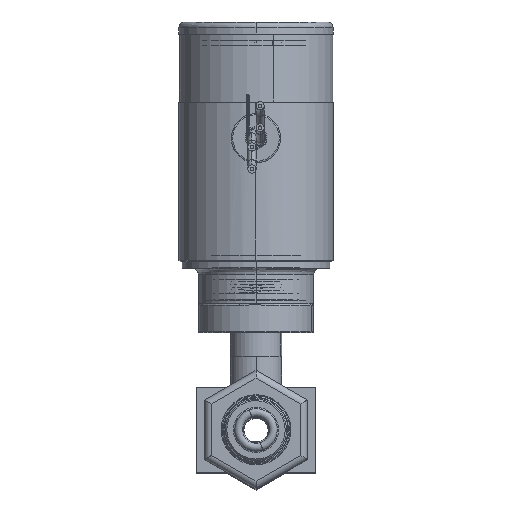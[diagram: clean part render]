
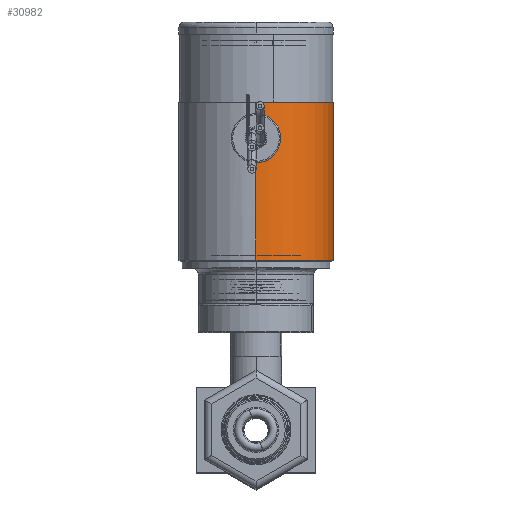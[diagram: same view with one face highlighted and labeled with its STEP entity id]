
A CAD part, top view. The second image highlights one B-rep face of the part: STEP entity #30982.
In plain terms, the highlighted cylindrical face has radius 14.287 mm (diameter 28.575 mm), a partial arc.
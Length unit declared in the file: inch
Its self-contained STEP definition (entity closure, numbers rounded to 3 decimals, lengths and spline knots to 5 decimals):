
#1206 = DIRECTION ( 'NONE',  ( 0., -1., 0. ) ) ;
#2133 = CARTESIAN_POINT ( 'NONE',  ( 0.06218, 2.55161, 0.55912 ) ) ;
#2515 = CARTESIAN_POINT ( 'NONE',  ( 0.12142, 2.49614, 0.54926 ) ) ;
#4414 = CARTESIAN_POINT ( 'NONE',  ( 0., 2.68984, 0.5625 ) ) ;
#4532 = ORIENTED_EDGE ( 'NONE', *, *, #50891, .T. ) ;
#5193 = DIRECTION ( 'NONE',  ( 0., 0., 1. ) ) ;
#6767 = CARTESIAN_POINT ( 'NONE',  ( 0.07031, 2.30443, 0.55814 ) ) ;
#7005 = AXIS2_PLACEMENT_3D ( 'NONE', #27244, #62752, #40357 ) ;
#7533 = CARTESIAN_POINT ( 'NONE',  ( 0.03656, 2.29038, 0.56138 ) ) ;
#10794 = CARTESIAN_POINT ( 'NONE',  ( 0., 2.68984, 0.5625 ) ) ;
#11146 = CARTESIAN_POINT ( 'NONE',  ( 0., 2.28584, 0.5625 ) ) ;
#11751 = EDGE_CURVE ( 'NONE', #22694, #59450, #58245, .T. ) ;
#12035 = CARTESIAN_POINT ( 'NONE',  ( 0., 2.68984, -0.5625 ) ) ;
#13341 = CARTESIAN_POINT ( 'NONE',  ( 0.1328, 2.3806, 0.54661 ) ) ;
#13718 = CARTESIAN_POINT ( 'NONE',  ( 0.08558, 2.31466, 0.556 ) ) ;
#14108 = CARTESIAN_POINT ( 'NONE',  ( 0.01845, 2.28675, 0.56227 ) ) ;
#15168 = CIRCLE ( 'NONE', #37365, 0.5625 ) ;
#16025 = DIRECTION ( 'NONE',  ( 0., 1., 0. ) ) ;
#16922 = DIRECTION ( 'NONE',  ( 0., -1., 0. ) ) ;
#19130 = CARTESIAN_POINT ( 'NONE',  ( 0.08539, 2.53716, 0.55603 ) ) ;
#19801 = EDGE_CURVE ( 'NONE', #39814, #21257, #36735, .T. ) ;
#19895 = CARTESIAN_POINT ( 'NONE',  ( 0.0702, 2.54731, 0.55815 ) ) ;
#21257 = VERTEX_POINT ( 'NONE', #11146 ) ;
#21284 = AXIS2_PLACEMENT_3D ( 'NONE', #58077, #16025, #5193 ) ;
#22694 = VERTEX_POINT ( 'NONE', #41808 ) ;
#24914 = CARTESIAN_POINT ( 'NONE',  ( 0.03634, 2.56135, 0.5614 ) ) ;
#25147 = CARTESIAN_POINT ( 'NONE',  ( 0., 2.68984, -0.5625 ) ) ;
#26062 = CARTESIAN_POINT ( 'NONE',  ( 0., 2.28584, 0.5625 ) ) ;
#26880 = FACE_OUTER_BOUND ( 'NONE', #71933, .T. ) ;
#27201 = DIRECTION ( 'NONE',  ( 0., -1., 0. ) ) ;
#27244 = CARTESIAN_POINT ( 'NONE',  ( 0., 2.68984, 0. ) ) ;
#29439 = LINE ( 'NONE', #70371, #46178 ) ;
#29987 = DIRECTION ( 'NONE',  ( 0., 0., 1. ) ) ;
#30982 = ADVANCED_FACE ( 'NONE', ( #26880 ), #69691, .T. ) ;
#31463 = CARTESIAN_POINT ( 'NONE',  ( 0.12575, 2.48806, 0.54828 ) ) ;
#31853 = CARTESIAN_POINT ( 'NONE',  ( 0.11133, 2.34046, 0.5514 ) ) ;
#35043 = CARTESIAN_POINT ( 'NONE',  ( 0., 2.68984, 0. ) ) ;
#36111 = CARTESIAN_POINT ( 'NONE',  ( 0.0184, 2.56493, 0.56227 ) ) ;
#36499 = CARTESIAN_POINT ( 'NONE',  ( 0.13275, 2.47124, 0.54662 ) ) ;
#36735 = B_SPLINE_CURVE_WITH_KNOTS ( 'NONE', 3,
 ( #65430, #61187, #36111, #24914, #72776, #2133, #19895, #19130, #48852, #71626, #60031, #2515, #31463, #36499, #48469, #43440, #59643, #48083, #42673, #66220, #13341, #37657, #36889, #31853, #66986, #55410, #13718, #6767, #72400, #60414, #7533, #14108, #54637, #26062 ),
 .UNSPECIFIED., .F., .F.,
 ( 4, 2, 2, 2, 2, 2, 2, 2, 2, 2, 2, 2, 2, 2, 2, 2, 4 ),
 ( 0.01115, 0.01185, 0.01255, 0.01325, 0.01394, 0.01464, 0.01534, 0.01603, 0.01673, 0.01743, 0.01813, 0.01882, 0.01952, 0.02022, 0.02091, 0.02161, 0.02231 ),
 .UNSPECIFIED. ) ;
#36889 = CARTESIAN_POINT ( 'NONE',  ( 0.12147, 2.35565, 0.54925 ) ) ;
#37365 = AXIS2_PLACEMENT_3D ( 'NONE', #35043, #16922, #29987 ) ;
#37657 = CARTESIAN_POINT ( 'NONE',  ( 0.12577, 2.36367, 0.54827 ) ) ;
#38785 = ORIENTED_EDGE ( 'NONE', *, *, #59598, .T. ) ;
#39814 = VERTEX_POINT ( 'NONE', #71053 ) ;
#40357 = DIRECTION ( 'NONE',  ( 0., 0., 1. ) ) ;
#41571 = EDGE_CURVE ( 'NONE', #21257, #22694, #29439, .T. ) ;
#41808 = CARTESIAN_POINT ( 'NONE',  ( 0., 1.53584, 0.5625 ) ) ;
#42256 = VECTOR ( 'NONE', #1206, 39.37008 ) ;
#42673 = CARTESIAN_POINT ( 'NONE',  ( 0.13909, 2.40743, 0.54504 ) ) ;
#43440 = CARTESIAN_POINT ( 'NONE',  ( 0.13909, 2.44429, 0.54504 ) ) ;
#44704 = VECTOR ( 'NONE', #27201, 39.37008 ) ;
#45828 = VERTEX_POINT ( 'NONE', #10794 ) ;
#46067 = DIRECTION ( 'NONE',  ( 0., -1., 0. ) ) ;
#46178 = VECTOR ( 'NONE', #46067, 39.37008 ) ;
#47499 = LINE ( 'NONE', #4414, #44704 ) ;
#47936 = LINE ( 'NONE', #25147, #42256 ) ;
#48083 = CARTESIAN_POINT ( 'NONE',  ( 0.14, 2.41655, 0.5448 ) ) ;
#48469 = CARTESIAN_POINT ( 'NONE',  ( 0.13546, 2.4624, 0.54595 ) ) ;
#48852 = CARTESIAN_POINT ( 'NONE',  ( 0.09255, 2.53128, 0.55487 ) ) ;
#50891 = EDGE_CURVE ( 'NONE', #64506, #45828, #15168, .T. ) ;
#53527 = ORIENTED_EDGE ( 'NONE', *, *, #19801, .T. ) ;
#54637 = CARTESIAN_POINT ( 'NONE',  ( 0.00928, 2.28584, 0.5625 ) ) ;
#55410 = CARTESIAN_POINT ( 'NONE',  ( 0.0926, 2.32045, 0.55486 ) ) ;
#56028 = EDGE_CURVE ( 'NONE', #64506, #59450, #47936, .T. ) ;
#57774 = ORIENTED_EDGE ( 'NONE', *, *, #11751, .T. ) ;
#58077 = CARTESIAN_POINT ( 'NONE',  ( 0., 1.53584, 0. ) ) ;
#58245 = CIRCLE ( 'NONE', #21284, 0.5625 ) ;
#59450 = VERTEX_POINT ( 'NONE', #72765 ) ;
#59598 = EDGE_CURVE ( 'NONE', #45828, #39814, #47499, .T. ) ;
#59643 = CARTESIAN_POINT ( 'NONE',  ( 0.14, 2.43512, 0.5448 ) ) ;
#60031 = CARTESIAN_POINT ( 'NONE',  ( 0.11118, 2.51141, 0.55143 ) ) ;
#60414 = CARTESIAN_POINT ( 'NONE',  ( 0.04541, 2.29309, 0.56073 ) ) ;
#61187 = CARTESIAN_POINT ( 'NONE',  ( 0.00928, 2.56584, 0.5625 ) ) ;
#62752 = DIRECTION ( 'NONE',  ( 0., -1., 0. ) ) ;
#64506 = VERTEX_POINT ( 'NONE', #12035 ) ;
#65430 = CARTESIAN_POINT ( 'NONE',  ( 0., 2.56584, 0.5625 ) ) ;
#66220 = CARTESIAN_POINT ( 'NONE',  ( 0.13551, 2.3895, 0.54594 ) ) ;
#66986 = CARTESIAN_POINT ( 'NONE',  ( 0.10545, 2.3333, 0.55257 ) ) ;
#67716 = ORIENTED_EDGE ( 'NONE', *, *, #56028, .F. ) ;
#67762 = ORIENTED_EDGE ( 'NONE', *, *, #41571, .T. ) ;
#69691 = CYLINDRICAL_SURFACE ( 'NONE', #7005, 0.5625 ) ;
#70371 = CARTESIAN_POINT ( 'NONE',  ( 0., 2.68984, 0.5625 ) ) ;
#71053 = CARTESIAN_POINT ( 'NONE',  ( 0., 2.56584, 0.5625 ) ) ;
#71626 = CARTESIAN_POINT ( 'NONE',  ( 0.1054, 2.51843, 0.55258 ) ) ;
#71933 = EDGE_LOOP ( 'NONE', ( #67716, #4532, #38785, #53527, #67762, #57774 ) ) ;
#72400 = CARTESIAN_POINT ( 'NONE',  ( 0.06222, 2.3001, 0.55911 ) ) ;
#72765 = CARTESIAN_POINT ( 'NONE',  ( 0., 1.53584, -0.5625 ) ) ;
#72776 = CARTESIAN_POINT ( 'NONE',  ( 0.04525, 2.55864, 0.56074 ) ) ;
